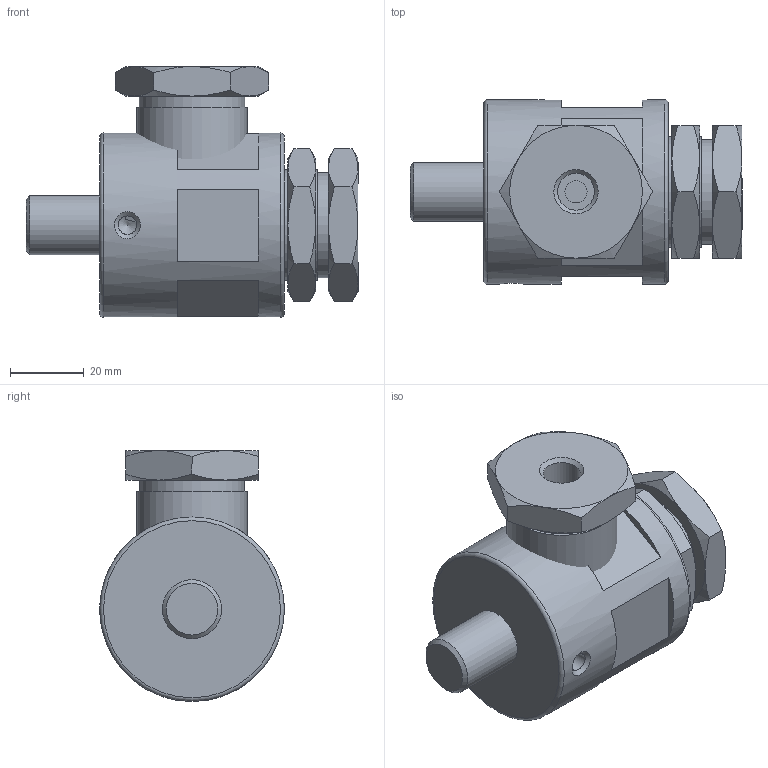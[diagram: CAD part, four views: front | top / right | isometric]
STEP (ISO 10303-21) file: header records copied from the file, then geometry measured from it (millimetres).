
FILE_DESCRIPTION( ( 'Unknown' ), '1' );
FILE_NAME( 'SU11-1665.stp', 'Unknown', ( 'Unknown' ), ( 'Unknown' ), 'XStep 1.0', 'Unknown', ' ' );
FILE_SCHEMA( ( 'CONFIG_CONTROL_DESIGN' ) );
Length unit declared in the file: millimetre
Products named in the file (4): Assem1; 1; 2; 3
Bounding box: 90 x 50 x 68 mm (x, y, z)
Volume: 222040.4 mm3; surface area: 52733.5 mm2
Topology: 6 solids, 6 shells, 172 faces, 358 edges, 218 vertices
Faces by surface type: plane 84, cone 62, cylinder 20, torus 4, bspline 2
Full cylindrical faces by diameter (mm): 5 x2, 6 x2, 10 x2, 14 x2, 16 x2, 28.5 x6, 30 x2, 50 x2
Entity records: 2601 total; most frequent: CARTESIAN_POINT 773, DIRECTION 340, ORIENTED_EDGE 298, AXIS2_PLACEMENT_3D 152, EDGE_CURVE 149, EDGE_LOOP 122, VERTEX_POINT 102, FACE_OUTER_BOUND 99
